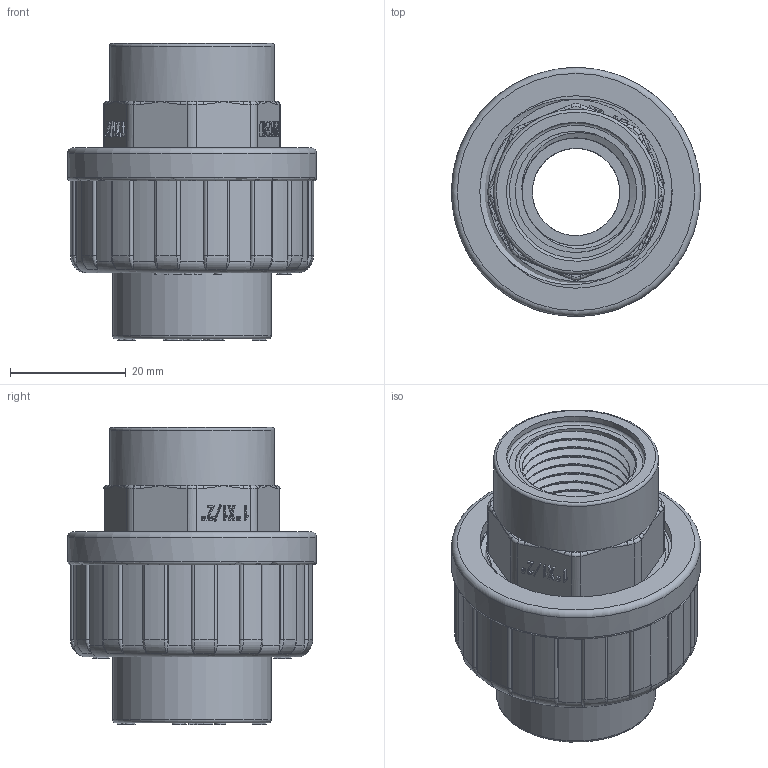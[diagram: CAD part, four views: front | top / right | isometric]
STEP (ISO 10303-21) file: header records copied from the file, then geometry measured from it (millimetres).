
FILE_DESCRIPTION(/* description */ (''),/* implementation_level */ '2;1');
FILE_NAME(/* name */ '20V型活接(内螺).stp',/* time_stamp */ '2024-07-06T14:55:10+08:00',/* author */ (''),/* organization */ (''),/* preprocessor_version */ 'ST-DEVELOPER v16',/* originating_system */ 'SIEMENS PLM Software NX 10.0',/* authorisation */ '');
FILE_SCHEMA (('AUTOMOTIVE_DESIGN { 1 0 10303 214 3 1 1 1 }'));
Products named in the file (1): gelv12204B9B6eq2
Bounding box: 43 x 43 x 51.3 mm (x, y, z)
Volume: 32913.4 mm3; surface area: 20084.5 mm2
Topology: 4 solids, 4 shells, 1844 faces, 5167 edges, 3399 vertices
Faces by surface type: plane 1518, cylinder 140, extrusion 97, bspline 53, torus 35, cone 1
Full cylindrical faces by diameter (mm): 1.226 x2, 1.635 x2, 1.875 x1, 2.625 x1, 15.1 x2, 19.8 x1, 20 x1, 20.955 x9, 24 x1, 26 x2, 27.4 x1, 27.7 x1, 28.5 x1, 30 x1, 30.291 x4, 33.249 x7, 43 x1
Entity records: 64446 total; most frequent: CARTESIAN_POINT 18812, ORIENTED_EDGE 10078, DIRECTION 8238, EDGE_CURVE 5039, VECTOR 4234, LINE 4137, VERTEX_POINT 3341, AXIS2_PLACEMENT_3D 2002
